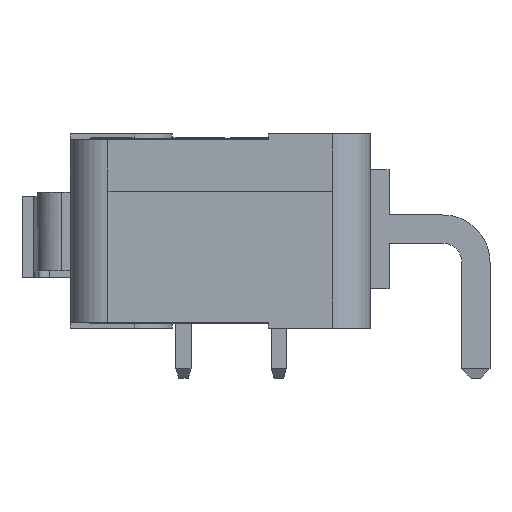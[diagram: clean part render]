
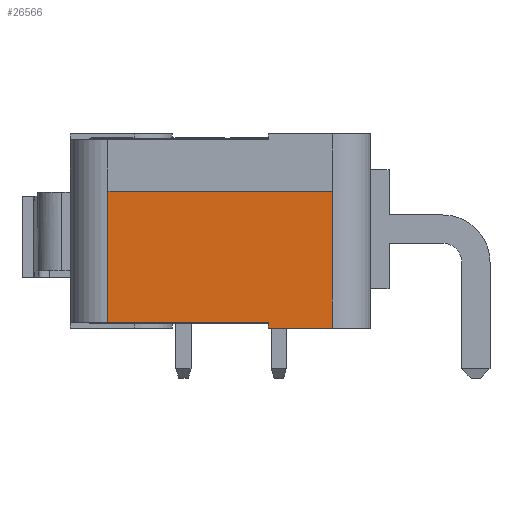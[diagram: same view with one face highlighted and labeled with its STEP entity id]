
A CAD part, left-side view. The second image highlights one B-rep face of the part: STEP entity #26566.
In plain terms, the highlighted planar face has unit normal (-1, 0, 0).
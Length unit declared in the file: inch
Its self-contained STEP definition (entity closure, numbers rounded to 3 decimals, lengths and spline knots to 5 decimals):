
#16926=CARTESIAN_POINT('',(-1.1378,0.25295,0.28543));
#16927=VERTEX_POINT('',#16926);
#16945=CARTESIAN_POINT('',(-1.1378,0.25295,0.01181));
#16946=VERTEX_POINT('',#16945);
#16954=CARTESIAN_POINT('',(-1.1378,0.25295,0.01181));
#16955=DIRECTION('',(0.0,0.0,1.0));
#16956=VECTOR('',#16955,0.27362);
#16957=LINE('',#16954,#16956);
#16958=EDGE_CURVE('',#16946,#16927,#16957,.T.);
#16990=CARTESIAN_POINT('',(-1.1378,-0.21555,0.28543));
#16991=VERTEX_POINT('',#16990);
#16992=CARTESIAN_POINT('',(-1.1378,-0.21555,0.28543));
#16993=DIRECTION('',(0.0,1.0,0.0));
#16994=VECTOR('',#16993,0.4685);
#16995=LINE('',#16992,#16994);
#16996=EDGE_CURVE('',#16991,#16927,#16995,.T.);
#17046=CARTESIAN_POINT('',(-1.1378,-0.21555,0.0));
#17047=VERTEX_POINT('',#17046);
#17048=CARTESIAN_POINT('',(-1.1378,-0.21555,0.0));
#17049=DIRECTION('',(0.0,0.0,1.0));
#17050=VECTOR('',#17049,0.28543);
#17051=LINE('',#17048,#17050);
#17052=EDGE_CURVE('',#17047,#16991,#17051,.T.);
#26179=CARTESIAN_POINT('',(-1.1378,-0.08169,0.01181));
#26180=VERTEX_POINT('',#26179);
#26188=CARTESIAN_POINT('',(-1.1378,-0.08169,0.0));
#26189=VERTEX_POINT('',#26188);
#26196=CARTESIAN_POINT('',(-1.1378,-0.08169,0.01181));
#26197=DIRECTION('',(0.0,0.0,-1.0));
#26198=VECTOR('',#26197,0.01181);
#26199=LINE('',#26196,#26198);
#26200=EDGE_CURVE('',#26180,#26189,#26199,.T.);
#26236=CARTESIAN_POINT('',(-1.1378,0.25295,0.01181));
#26237=DIRECTION('',(0.0,-1.0,0.0));
#26238=VECTOR('',#26237,0.33465);
#26239=LINE('',#26236,#26238);
#26240=EDGE_CURVE('',#16946,#26180,#26239,.T.);
#26313=CARTESIAN_POINT('',(-1.1378,-0.21555,0.0));
#26314=DIRECTION('',(0.0,1.0,0.0));
#26315=VECTOR('',#26314,0.13386);
#26316=LINE('',#26313,#26315);
#26317=EDGE_CURVE('',#17047,#26189,#26316,.T.);
#26553=CARTESIAN_POINT('',(-1.1378,-0.23898,-0.01427));
#26554=DIRECTION('',(-1.0,0.0,0.0));
#26555=DIRECTION('',(0.0,0.0,1.0));
#26556=AXIS2_PLACEMENT_3D('',#26553,#26554,#26555);
#26557=PLANE('',#26556);
#26558=ORIENTED_EDGE('',*,*,#16996,.T.);
#26559=ORIENTED_EDGE('',*,*,#16958,.F.);
#26560=ORIENTED_EDGE('',*,*,#26240,.T.);
#26561=ORIENTED_EDGE('',*,*,#26200,.T.);
#26562=ORIENTED_EDGE('',*,*,#26317,.F.);
#26563=ORIENTED_EDGE('',*,*,#17052,.T.);
#26564=EDGE_LOOP('',(#26558,#26559,#26560,#26561,#26562,#26563));
#26565=FACE_OUTER_BOUND('',#26564,.T.);
#26566=ADVANCED_FACE('',(#26565),#26557,.T.);
